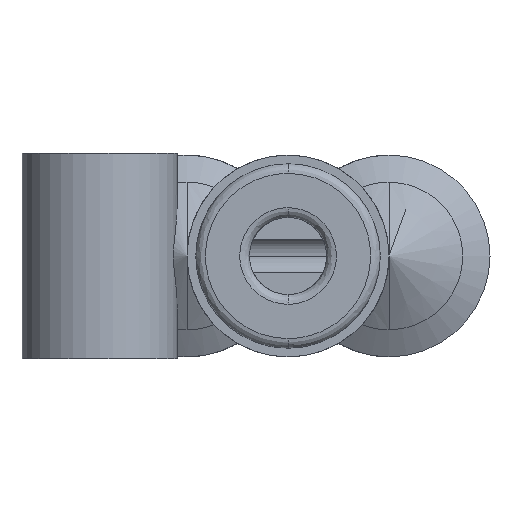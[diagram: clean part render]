
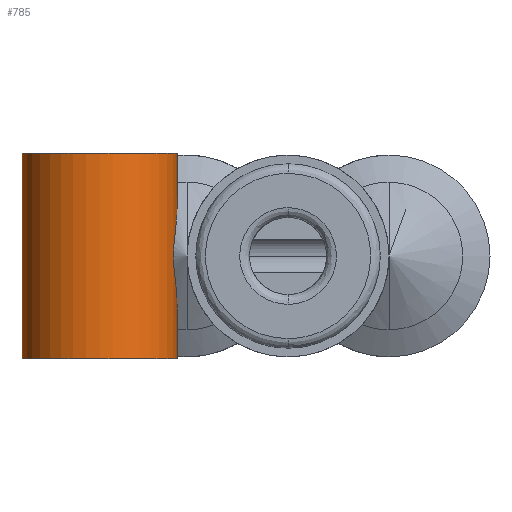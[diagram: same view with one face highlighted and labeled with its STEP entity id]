
A CAD part, front view. The second image highlights one B-rep face of the part: STEP entity #785.
In plain terms, the highlighted cylindrical face has radius 4 mm (diameter 8 mm), a partial arc.
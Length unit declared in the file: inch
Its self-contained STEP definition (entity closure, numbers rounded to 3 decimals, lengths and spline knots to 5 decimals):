
#11 = CARTESIAN_POINT ( 'NONE',  ( -0.22943, -0.74831, -0.04042 ) ) ;
#12 = CARTESIAN_POINT ( 'NONE',  ( -0.23165, -0.75603, -0.02108 ) ) ;
#13 = CARTESIAN_POINT ( 'NONE',  ( -0.23271, -0.75912, -0.01093 ) ) ;
#14 = CARTESIAN_POINT ( 'NONE',  ( -0.23275, -0.75924, 0.01025 ) ) ;
#15 = CARTESIAN_POINT ( 'NONE',  ( -0.23172, -0.75624, 0.02046 ) ) ;
#16 = CARTESIAN_POINT ( 'NONE',  ( -0.22949, -0.74855, 0.03992 ) ) ;
#20 = CARTESIAN_POINT ( 'NONE',  ( -0.22441, -0.70866, 0.11382 ) ) ;
#26 = CARTESIAN_POINT ( 'NONE',  ( -0.22441, -0.70866, -0.11382 ) ) ;
#27 = CARTESIAN_POINT ( 'NONE',  ( -0.22441, -0.71901, -0.09562 ) ) ;
#28 = CARTESIAN_POINT ( 'NONE',  ( -0.22547, -0.72933, -0.07742 ) ) ;
#29 = CARTESIAN_POINT ( 'NONE',  ( -0.22828, -0.74368, -0.04972 ) ) ;
#32 = CARTESIAN_POINT ( 'NONE',  ( -0.22832, -0.74389, 0.0493 ) ) ;
#33 = CARTESIAN_POINT ( 'NONE',  ( -0.22548, -0.72944, 0.07724 ) ) ;
#34 = CARTESIAN_POINT ( 'NONE',  ( -0.22441, -0.71908, 0.09551 ) ) ;
#35 = CARTESIAN_POINT ( 'NONE',  ( -0.22441, -0.70866, 0.11382 ) ) ;
#37 = B_SPLINE_CURVE_WITH_KNOTS ( 'NONE', 3,
 ( #35, #34, #33, #32, #16, #15, #14, #13, #12, #11, #29, #28, #27, #26 ),
 .UNSPECIFIED., .F., .F.,
 ( 4, 2, 2, 2, 2, 2, 4 ),
 ( -0.00638, -0.00478, -0.00399, -0.00319, -0.00239, -0.00159, 0. ),
 .UNSPECIFIED. ) ;
#192 = CARTESIAN_POINT ( 'NONE',  ( -0.22441, -0.70866, 0.20866 ) ) ;
#194 = CARTESIAN_POINT ( 'NONE',  ( -0.53937, -0.70866, 0.20866 ) ) ;
#293 = CARTESIAN_POINT ( 'NONE',  ( -0.53937, -0.70866, -0.20866 ) ) ;
#332 = DIRECTION ( 'NONE',  ( 0., 0., -1. ) ) ;
#333 = VECTOR ( 'NONE', #332, 39.37008 ) ;
#334 = CARTESIAN_POINT ( 'NONE',  ( -0.22441, -0.70866, 0.20866 ) ) ;
#342 = LINE ( 'NONE', #334, #333 ) ;
#353 = CARTESIAN_POINT ( 'NONE',  ( -0.22441, -0.70866, -0.20866 ) ) ;
#415 = DIRECTION ( 'NONE',  ( 0., 0., -1. ) ) ;
#416 = VECTOR ( 'NONE', #415, 39.37008 ) ;
#417 = CARTESIAN_POINT ( 'NONE',  ( -0.22441, -0.70866, 0.20866 ) ) ;
#418 = LINE ( 'NONE', #417, #416 ) ;
#673 = LINE ( 'NONE', #703, #702 ) ;
#701 = DIRECTION ( 'NONE',  ( 0., 0., -1. ) ) ;
#702 = VECTOR ( 'NONE', #701, 39.37008 ) ;
#703 = CARTESIAN_POINT ( 'NONE',  ( -0.53937, -0.70866, 0.20866 ) ) ;
#764 = ORIENTED_EDGE ( 'NONE', *, *, #1185, .T. ) ;
#766 = ORIENTED_EDGE ( 'NONE', *, *, #2056, .T. ) ;
#770 = ORIENTED_EDGE ( 'NONE', *, *, #1990, .T. ) ;
#771 = ORIENTED_EDGE ( 'NONE', *, *, #1149, .F. ) ;
#772 = ORIENTED_EDGE ( 'NONE', *, *, #1127, .F. ) ;
#774 = EDGE_LOOP ( 'NONE', ( #772, #770, #764, #766, #771, #899 ) ) ;
#785 = ADVANCED_FACE ( 'NONE', ( #1569 ), #1580, .T. ) ;
#899 = ORIENTED_EDGE ( 'NONE', *, *, #926, .F. ) ;
#914 = VERTEX_POINT ( 'NONE', #1779 ) ;
#926 = EDGE_CURVE ( 'NONE', #930, #914, #37, .T. ) ;
#930 = VERTEX_POINT ( 'NONE', #20 ) ;
#1109 = VERTEX_POINT ( 'NONE', #194 ) ;
#1112 = VERTEX_POINT ( 'NONE', #192 ) ;
#1121 = VERTEX_POINT ( 'NONE', #353 ) ;
#1124 = VERTEX_POINT ( 'NONE', #293 ) ;
#1127 = EDGE_CURVE ( 'NONE', #1112, #930, #342, .T. ) ;
#1149 = EDGE_CURVE ( 'NONE', #914, #1121, #418, .T. ) ;
#1185 = EDGE_CURVE ( 'NONE', #1109, #1124, #673, .T. ) ;
#1569 = FACE_OUTER_BOUND ( 'NONE', #774, .T. ) ;
#1570 = CARTESIAN_POINT ( 'NONE',  ( -0.38189, -0.70866, 0.20866 ) ) ;
#1575 = DIRECTION ( 'NONE',  ( -1., 0., 0. ) ) ;
#1576 = DIRECTION ( 'NONE',  ( 0., 0., -1. ) ) ;
#1580 = CYLINDRICAL_SURFACE ( 'NONE', #1583, 0.15748 ) ;
#1583 = AXIS2_PLACEMENT_3D ( 'NONE', #1570, #1576, #1575 ) ;
#1779 = CARTESIAN_POINT ( 'NONE',  ( -0.22441, -0.70866, -0.11382 ) ) ;
#1990 = EDGE_CURVE ( 'NONE', #1112, #1109, #3065, .T. ) ;
#2056 = EDGE_CURVE ( 'NONE', #1124, #1121, #2215, .T. ) ;
#2202 = DIRECTION ( 'NONE',  ( -1., 0., 0. ) ) ;
#2203 = DIRECTION ( 'NONE',  ( 0., 0., 1. ) ) ;
#2204 = CARTESIAN_POINT ( 'NONE',  ( -0.38189, -0.70866, -0.20866 ) ) ;
#2210 = AXIS2_PLACEMENT_3D ( 'NONE', #2204, #2203, #2202 ) ;
#2215 = CIRCLE ( 'NONE', #2210, 0.15748 ) ;
#3065 = CIRCLE ( 'NONE', #3073, 0.15748 ) ;
#3073 = AXIS2_PLACEMENT_3D ( 'NONE', #3076, #3077, #3078 ) ;
#3076 = CARTESIAN_POINT ( 'NONE',  ( -0.38189, -0.70866, 0.20866 ) ) ;
#3077 = DIRECTION ( 'NONE',  ( 0., 0., -1. ) ) ;
#3078 = DIRECTION ( 'NONE',  ( -1., 0., 0. ) ) ;
